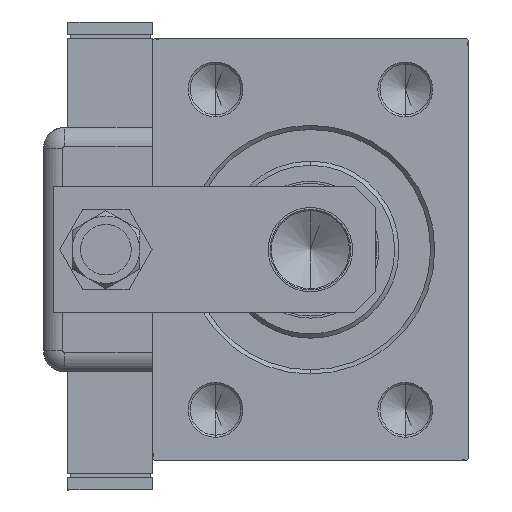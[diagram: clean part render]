
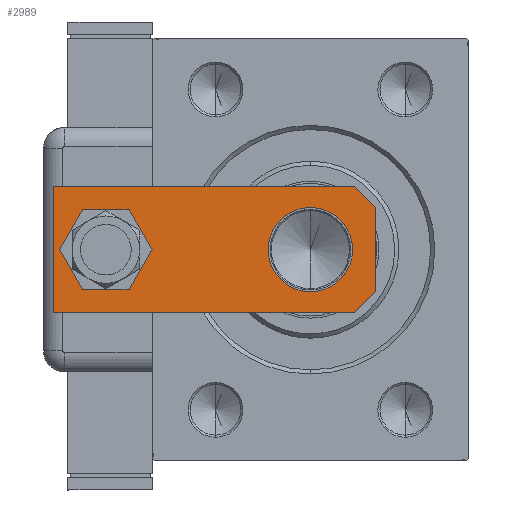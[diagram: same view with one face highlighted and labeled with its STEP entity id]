
A CAD part, left-side view. The second image highlights one B-rep face of the part: STEP entity #2989.
In plain terms, the highlighted face is planar.
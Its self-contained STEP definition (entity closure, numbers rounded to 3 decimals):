
#1246 = DIRECTION ( 'NONE',  ( 0., -1., 0. ) ) ;
#2388 = AXIS2_PLACEMENT_3D ( 'NONE', #49469, #35458, #11723 ) ;
#2741 = LINE ( 'NONE', #58486, #19554 ) ;
#2989 = ADVANCED_FACE ( 'NONE', ( #16886, #53740, #6829 ), #58007, .F. ) ;
#3129 = CARTESIAN_POINT ( 'NONE',  ( -7., 64., 0. ) ) ;
#3714 = ORIENTED_EDGE ( 'NONE', *, *, #58064, .T. ) ;
#3939 = EDGE_CURVE ( 'NONE', #52652, #53532, #14981, .T. ) ;
#4552 = VECTOR ( 'NONE', #32017, 1000. ) ;
#4605 = CARTESIAN_POINT ( 'NONE',  ( -15., 76.5, 0. ) ) ;
#5682 = AXIS2_PLACEMENT_3D ( 'NONE', #37859, #57341, #46999 ) ;
#6715 = CIRCLE ( 'NONE', #5682, 10. ) ;
#6829 = FACE_BOUND ( 'NONE', #17355, .T. ) ;
#7176 = EDGE_CURVE ( 'NONE', #59378, #53532, #30873, .T. ) ;
#7331 = CARTESIAN_POINT ( 'NONE',  ( 0., 64., 0. ) ) ;
#8199 = ORIENTED_EDGE ( 'NONE', *, *, #44243, .T. ) ;
#8935 = VERTEX_POINT ( 'NONE', #25284 ) ;
#9538 = ORIENTED_EDGE ( 'NONE', *, *, #59923, .T. ) ;
#10072 = LINE ( 'NONE', #52099, #57310 ) ;
#11723 = DIRECTION ( 'NONE',  ( 1., 0., 0. ) ) ;
#12142 = VECTOR ( 'NONE', #1246, 1000. ) ;
#13117 = AXIS2_PLACEMENT_3D ( 'NONE', #7331, #25316, #52428 ) ;
#14044 = LINE ( 'NONE', #22577, #4552 ) ;
#14981 = LINE ( 'NONE', #4605, #12142 ) ;
#15770 = ORIENTED_EDGE ( 'NONE', *, *, #51878, .T. ) ;
#16454 = VECTOR ( 'NONE', #47077, 1000. ) ;
#16733 = EDGE_LOOP ( 'NONE', ( #15770, #8199 ) ) ;
#16886 = FACE_OUTER_BOUND ( 'NONE', #23174, .T. ) ;
#17218 = CARTESIAN_POINT ( 'NONE',  ( 10., 15.5, 0. ) ) ;
#17355 = EDGE_LOOP ( 'NONE', ( #34137, #9538 ) ) ;
#17448 = CARTESIAN_POINT ( 'NONE',  ( -10., 0., 0. ) ) ;
#18554 = CARTESIAN_POINT ( 'NONE',  ( -10., 0., 0. ) ) ;
#19104 = AXIS2_PLACEMENT_3D ( 'NONE', #29406, #47677, #25438 ) ;
#19554 = VECTOR ( 'NONE', #21938, 1000. ) ;
#19870 = VERTEX_POINT ( 'NONE', #39453 ) ;
#21495 = DIRECTION ( 'NONE',  ( 0., 0., 1. ) ) ;
#21938 = DIRECTION ( 'NONE',  ( 0., 1., 0. ) ) ;
#22185 = EDGE_CURVE ( 'NONE', #27402, #46715, #6715, .T. ) ;
#22577 = CARTESIAN_POINT ( 'NONE',  ( -15., 0., 0. ) ) ;
#22709 = ORIENTED_EDGE ( 'NONE', *, *, #58206, .F. ) ;
#23174 = EDGE_LOOP ( 'NONE', ( #28713, #38653, #28665, #22709, #46544, #3714 ) ) ;
#24839 = CARTESIAN_POINT ( 'NONE',  ( 15., 5., 0. ) ) ;
#25284 = CARTESIAN_POINT ( 'NONE',  ( 15., 76.5, 0. ) ) ;
#25316 = DIRECTION ( 'NONE',  ( 0., 0., 1. ) ) ;
#25438 = DIRECTION ( 'NONE',  ( 1., 0., 0. ) ) ;
#26286 = DIRECTION ( 'NONE',  ( -0.707, 0.707, 0. ) ) ;
#27402 = VERTEX_POINT ( 'NONE', #41631 ) ;
#28665 = ORIENTED_EDGE ( 'NONE', *, *, #3939, .F. ) ;
#28713 = ORIENTED_EDGE ( 'NONE', *, *, #52085, .F. ) ;
#29406 = CARTESIAN_POINT ( 'NONE',  ( 0., 64., 0. ) ) ;
#29415 = LINE ( 'NONE', #24839, #16454 ) ;
#29431 = CARTESIAN_POINT ( 'NONE',  ( 0., 15.5, 0. ) ) ;
#30142 = VERTEX_POINT ( 'NONE', #37720 ) ;
#30873 = LINE ( 'NONE', #17448, #55888 ) ;
#32017 = DIRECTION ( 'NONE',  ( 1., 0., 0. ) ) ;
#33520 = DIRECTION ( 'NONE',  ( -1., 0., 0. ) ) ;
#34137 = ORIENTED_EDGE ( 'NONE', *, *, #22185, .T. ) ;
#34414 = EDGE_CURVE ( 'NONE', #30142, #8935, #2741, .T. ) ;
#35458 = DIRECTION ( 'NONE',  ( 0., 0., 1. ) ) ;
#37720 = CARTESIAN_POINT ( 'NONE',  ( 15., 5., 0. ) ) ;
#37859 = CARTESIAN_POINT ( 'NONE',  ( 0., 15.5, 0. ) ) ;
#38653 = ORIENTED_EDGE ( 'NONE', *, *, #7176, .T. ) ;
#38913 = AXIS2_PLACEMENT_3D ( 'NONE', #29431, #21495, #57741 ) ;
#39000 = CARTESIAN_POINT ( 'NONE',  ( -15., 5., 0. ) ) ;
#39377 = CIRCLE ( 'NONE', #13117, 7. ) ;
#39453 = CARTESIAN_POINT ( 'NONE',  ( 7., 64., 0. ) ) ;
#39870 = CIRCLE ( 'NONE', #38913, 10. ) ;
#41631 = CARTESIAN_POINT ( 'NONE',  ( -10., 15.5, 0. ) ) ;
#44243 = EDGE_CURVE ( 'NONE', #19870, #44910, #39377, .T. ) ;
#44294 = CARTESIAN_POINT ( 'NONE',  ( -15., 76.5, 0. ) ) ;
#44910 = VERTEX_POINT ( 'NONE', #3129 ) ;
#46368 = CIRCLE ( 'NONE', #19104, 7. ) ;
#46544 = ORIENTED_EDGE ( 'NONE', *, *, #34414, .F. ) ;
#46715 = VERTEX_POINT ( 'NONE', #17218 ) ;
#46999 = DIRECTION ( 'NONE',  ( 1., 0., 0. ) ) ;
#47077 = DIRECTION ( 'NONE',  ( -0.707, -0.707, 0. ) ) ;
#47104 = CARTESIAN_POINT ( 'NONE',  ( 10., 0., 0. ) ) ;
#47677 = DIRECTION ( 'NONE',  ( 0., 0., 1. ) ) ;
#49157 = VERTEX_POINT ( 'NONE', #47104 ) ;
#49469 = CARTESIAN_POINT ( 'NONE',  ( 0., 0., 0. ) ) ;
#51878 = EDGE_CURVE ( 'NONE', #44910, #19870, #46368, .T. ) ;
#52085 = EDGE_CURVE ( 'NONE', #59378, #49157, #14044, .T. ) ;
#52099 = CARTESIAN_POINT ( 'NONE',  ( 15., 76.5, 0. ) ) ;
#52428 = DIRECTION ( 'NONE',  ( 1., 0., 0. ) ) ;
#52652 = VERTEX_POINT ( 'NONE', #44294 ) ;
#53532 = VERTEX_POINT ( 'NONE', #39000 ) ;
#53740 = FACE_BOUND ( 'NONE', #16733, .T. ) ;
#55888 = VECTOR ( 'NONE', #26286, 1000. ) ;
#57310 = VECTOR ( 'NONE', #33520, 1000. ) ;
#57341 = DIRECTION ( 'NONE',  ( 0., 0., 1. ) ) ;
#57741 = DIRECTION ( 'NONE',  ( 1., 0., 0. ) ) ;
#58007 = PLANE ( 'NONE',  #2388 ) ;
#58064 = EDGE_CURVE ( 'NONE', #30142, #49157, #29415, .T. ) ;
#58206 = EDGE_CURVE ( 'NONE', #8935, #52652, #10072, .T. ) ;
#58486 = CARTESIAN_POINT ( 'NONE',  ( 15., 0., 0. ) ) ;
#59378 = VERTEX_POINT ( 'NONE', #18554 ) ;
#59923 = EDGE_CURVE ( 'NONE', #46715, #27402, #39870, .T. ) ;
